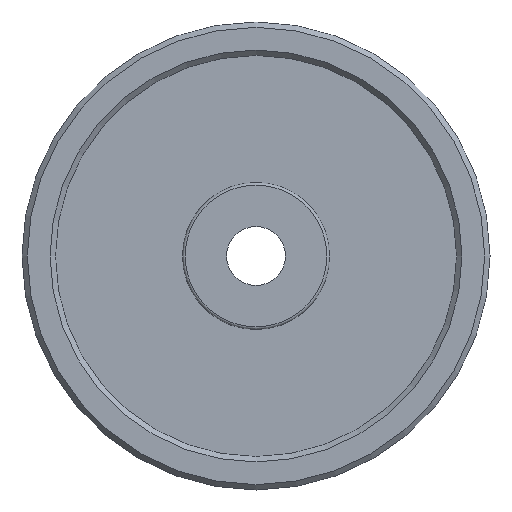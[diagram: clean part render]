
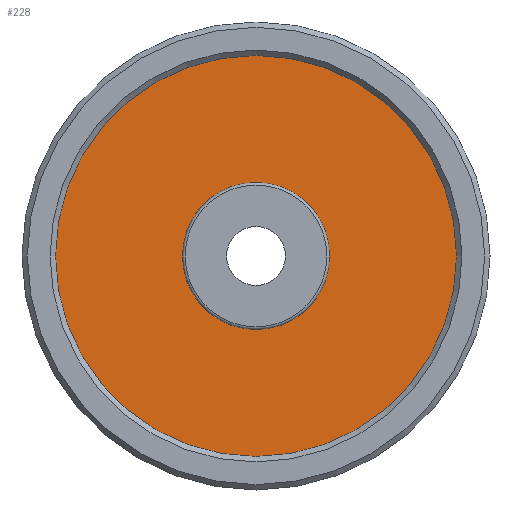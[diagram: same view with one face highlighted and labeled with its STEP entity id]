
A CAD part, front view. The second image highlights one B-rep face of the part: STEP entity #228.
In plain terms, the highlighted planar face has unit normal (0, -1, 0).
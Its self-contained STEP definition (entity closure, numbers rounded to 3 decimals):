
#21=FACE_BOUND('',#77,.T.);
#26=PLANE('',#273);
#57=FACE_OUTER_BOUND('',#76,.T.);
#76=EDGE_LOOP('',(#189));
#77=EDGE_LOOP('',(#190));
#101=CIRCLE('',#274,75.);
#102=CIRCLE('',#275,25.);
#120=VERTEX_POINT('',#413);
#121=VERTEX_POINT('',#415);
#144=EDGE_CURVE('',#120,#120,#101,.T.);
#145=EDGE_CURVE('',#121,#121,#102,.T.);
#189=ORIENTED_EDGE('',*,*,#144,.F.);
#190=ORIENTED_EDGE('',*,*,#145,.F.);
#228=ADVANCED_FACE('',(#57,#21),#26,.F.);
#273=AXIS2_PLACEMENT_3D('',#412,#338,#339);
#274=AXIS2_PLACEMENT_3D('',#414,#340,#341);
#275=AXIS2_PLACEMENT_3D('',#416,#342,#343);
#338=DIRECTION('center_axis',(0.,1.,0.));
#339=DIRECTION('ref_axis',(1.,0.,0.));
#340=DIRECTION('center_axis',(0.,1.,0.));
#341=DIRECTION('ref_axis',(1.,0.,0.));
#342=DIRECTION('center_axis',(0.,-1.,0.));
#343=DIRECTION('ref_axis',(1.,0.,0.));
#412=CARTESIAN_POINT('Origin',(0.,15.,0.));
#413=CARTESIAN_POINT('',(-75.,15.,0.));
#414=CARTESIAN_POINT('Origin',(0.,15.,0.));
#415=CARTESIAN_POINT('',(-25.,15.,0.));
#416=CARTESIAN_POINT('Origin',(0.,15.,0.));
